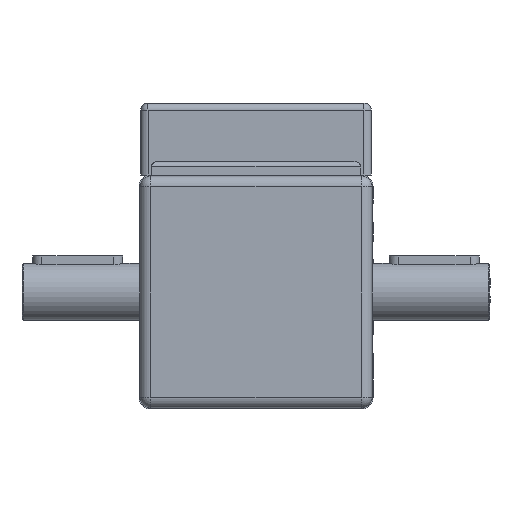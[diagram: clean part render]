
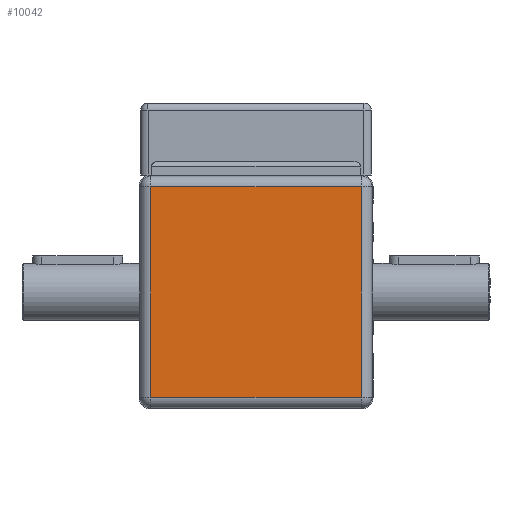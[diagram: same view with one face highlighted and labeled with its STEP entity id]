
A CAD part, front view. The second image highlights one B-rep face of the part: STEP entity #10042.
In plain terms, the highlighted face is planar.
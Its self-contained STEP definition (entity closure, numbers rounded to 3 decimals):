
#9889=CARTESIAN_POINT('',(-25.365,48.318,-85.));
#9890=VERTEX_POINT('',#9889);
#9898=CARTESIAN_POINT('',(-25.365,-10.182,-85.));
#9899=VERTEX_POINT('',#9898);
#9900=CARTESIAN_POINT('',(-25.365,48.318,-85.));
#9901=DIRECTION('',(0.0,-1.0,0.0));
#9902=VECTOR('',#9901,58.5);
#9903=LINE('',#9900,#9902);
#9904=EDGE_CURVE('',#9890,#9899,#9903,.T.);
#9999=CARTESIAN_POINT('',(33.135,-10.182,-85.));
#10000=VERTEX_POINT('',#9999);
#10001=CARTESIAN_POINT('',(33.135,-10.182,-85.));
#10002=DIRECTION('',(-1.0,0.0,0.0));
#10003=VECTOR('',#10002,58.5);
#10004=LINE('',#10001,#10003);
#10005=EDGE_CURVE('',#10000,#9899,#10004,.T.);
#10019=CARTESIAN_POINT('',(3.885,19.068,-85.));
#10020=DIRECTION('',(0.0,0.0,-1.0));
#10021=DIRECTION('',(-1.0,0.0,0.0));
#10022=AXIS2_PLACEMENT_3D('',#10019,#10020,#10021);
#10023=PLANE('',#10022);
#10024=CARTESIAN_POINT('',(33.135,48.318,-85.));
#10025=VERTEX_POINT('',#10024);
#10026=CARTESIAN_POINT('',(33.135,48.318,-85.));
#10027=DIRECTION('',(-1.0,0.0,0.0));
#10028=VECTOR('',#10027,58.5);
#10029=LINE('',#10026,#10028);
#10030=EDGE_CURVE('',#10025,#9890,#10029,.T.);
#10031=ORIENTED_EDGE('',*,*,#10030,.F.);
#10032=CARTESIAN_POINT('',(33.135,-10.182,-85.));
#10033=DIRECTION('',(0.0,1.0,0.0));
#10034=VECTOR('',#10033,58.5);
#10035=LINE('',#10032,#10034);
#10036=EDGE_CURVE('',#10000,#10025,#10035,.T.);
#10037=ORIENTED_EDGE('',*,*,#10036,.F.);
#10038=ORIENTED_EDGE('',*,*,#10005,.T.);
#10039=ORIENTED_EDGE('',*,*,#9904,.F.);
#10040=EDGE_LOOP('',(#10031,#10037,#10038,#10039));
#10041=FACE_OUTER_BOUND('',#10040,.T.);
#10042=ADVANCED_FACE('',(#10041),#10023,.T.);
